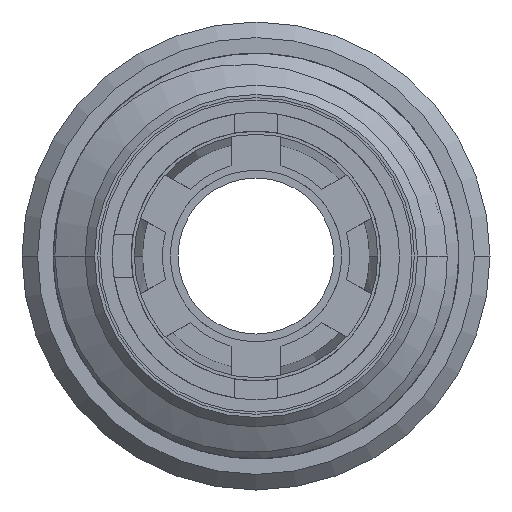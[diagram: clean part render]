
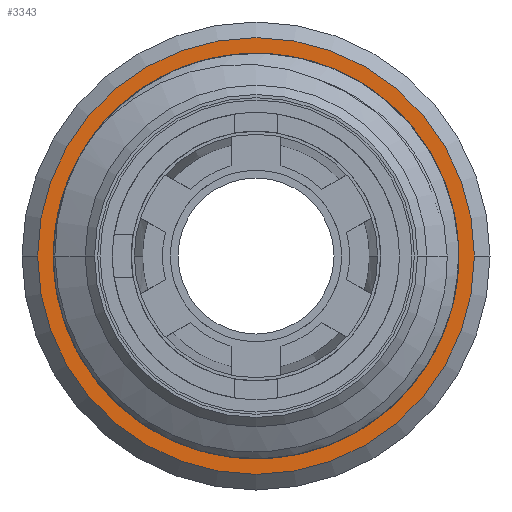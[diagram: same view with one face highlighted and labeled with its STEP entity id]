
A CAD part, left-side view. The second image highlights one B-rep face of the part: STEP entity #3343.
In plain terms, the highlighted planar face has unit normal (-1, 0, 0).
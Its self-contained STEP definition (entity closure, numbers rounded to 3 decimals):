
#1172=CARTESIAN_POINT('',(9.1,0.,0.));
#1173=DIRECTION('',(1.,0.,0.));
#1174=DIRECTION('',(0.,1.,0.));
#1175=AXIS2_PLACEMENT_3D('',#1172,#1173,#1174);
#1180=CARTESIAN_POINT('',(9.1,0.,0.));
#1181=DIRECTION('',(-1.,0.,0.));
#1182=DIRECTION('',(0.,1.,0.));
#1183=AXIS2_PLACEMENT_3D('',#1180,#1181,#1182);
#1202=CARTESIAN_POINT('',(9.1,0.,0.));
#1203=DIRECTION('',(-1.,0.,0.));
#1204=DIRECTION('',(0.,1.,0.));
#1205=AXIS2_PLACEMENT_3D('',#1202,#1203,#1204);
#1210=CARTESIAN_POINT('',(9.1,0.,0.));
#1211=DIRECTION('',(1.,0.,0.));
#1212=DIRECTION('',(0.,1.,0.));
#1213=AXIS2_PLACEMENT_3D('',#1210,#1211,#1212);
#2146=CARTESIAN_POINT('',(9.1,7.,0.));
#2147=VERTEX_POINT('',#2146);
#2148=CARTESIAN_POINT('',(9.1,5.75,0.));
#2150=VERTEX_POINT('',#2148);
#2168=CARTESIAN_POINT('',(9.1,-7.,0.));
#2169=VERTEX_POINT('',#2168);
#2170=CARTESIAN_POINT('',(9.1,-5.75,0.));
#2172=VERTEX_POINT('',#2170);
#3328=CARTESIAN_POINT('',(9.1,0.,0.));
#3329=DIRECTION('',(1.,0.,0.));
#3330=DIRECTION('',(0.,-1.,0.));
#3331=AXIS2_PLACEMENT_3D('',#3328,#3329,#3330);
#3332=PLANE('74',#3331);
#3333=ORIENTED_EDGE('75',*,*,#3323,.T.);
#3334=ORIENTED_EDGE('153',*,*,#3307,.F.);
#3335=EDGE_LOOP('74',(#3333,#3334));
#3336=FACE_OUTER_BOUND('74',#3335,.F.);
#3338=ORIENTED_EDGE('155',*,*,#3337,.T.);
#3340=ORIENTED_EDGE('77',*,*,#3339,.F.);
#3341=EDGE_LOOP('74',(#3338,#3340));
#3342=FACE_BOUND('74',#3341,.F.);
#1176=CIRCLE('75',#1175,7.);
#1184=CIRCLE('153',#1183,7.);
#1206=CIRCLE('155',#1205,5.75);
#1214=CIRCLE('77',#1213,5.75);
#3307=EDGE_CURVE('153',#2147,#2169,#1184,.T.);
#3323=EDGE_CURVE('75',#2147,#2169,#1176,.T.);
#3337=EDGE_CURVE('155',#2150,#2172,#1206,.T.);
#3339=EDGE_CURVE('77',#2150,#2172,#1214,.T.);
#3343=ADVANCED_FACE('74',(#3336,#3342),#3332,.F.);
